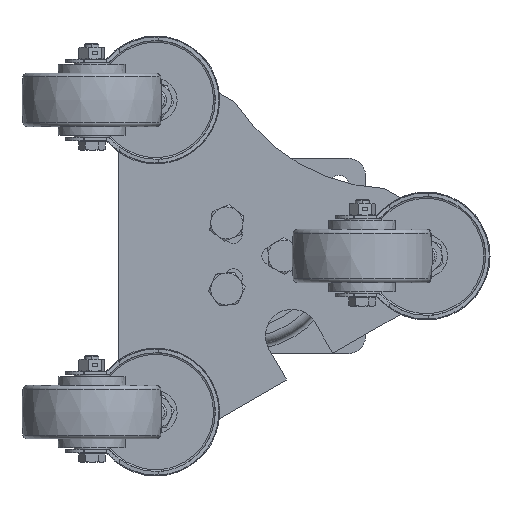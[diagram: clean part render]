
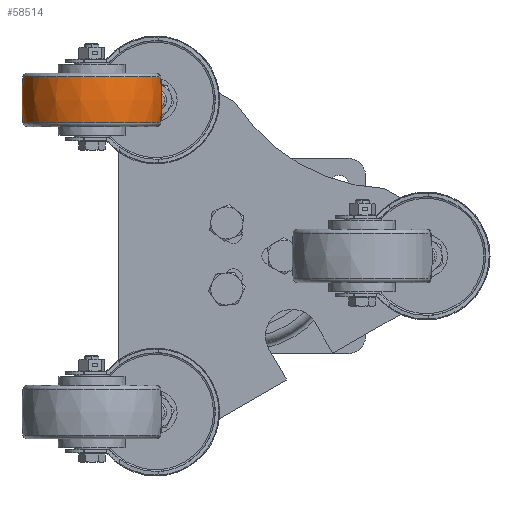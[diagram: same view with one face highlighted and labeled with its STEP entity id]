
A CAD part, front view. The second image highlights one B-rep face of the part: STEP entity #58514.
In plain terms, the highlighted free-form (B-spline) face has degree [2, 2] with [3, 9] control points.
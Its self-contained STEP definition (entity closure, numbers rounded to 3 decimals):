
#1486 = CARTESIAN_POINT ( 'NONE',  ( -127.356, -102.393, 87.902 ) ) ;
#1505 = CARTESIAN_POINT ( 'NONE',  ( -125.122, -102.756, 74.971 ) ) ;
#1715 = CARTESIAN_POINT ( 'NONE',  ( -118.878, -64.384, 74.971 ) ) ;
#2164 = CARTESIAN_POINT ( 'NONE',  ( -133.964, -142.999, 87.902 ) ) ;
#5999 = CARTESIAN_POINT ( 'NONE',  ( -125.122, -102.756, 74.971 ) ) ;
#6446 = CARTESIAN_POINT ( 'NONE',  ( -54.622, -153.616, 74.971 ) ) ;
#6793 = CARTESIAN_POINT ( 'NONE',  ( -86.75, -109., 100.833 ) ) ;
#11381 = CARTESIAN_POINT ( 'NONE',  ( -125.122, -102.756, 74.971 ) ) ;
#11837 = CARTESIAN_POINT ( 'NONE',  ( -118.878, -64.384, 100.833 ) ) ;
#12265 = CARTESIAN_POINT ( 'NONE',  ( -92.994, -147.372, 74.971 ) ) ;
#13237 = ORIENTED_EDGE ( 'NONE', *, *, #39462, .T. ) ;
#16599 = CARTESIAN_POINT ( 'NONE',  ( -48.378, -115.244, 100.833 ) ) ;
#16996 = CARTESIAN_POINT ( 'NONE',  ( -125.122, -102.756, 100.833 ) ) ;
#17010 =( BOUNDED_SURFACE ( )  B_SPLINE_SURFACE ( 2, 2, ( 
 ( #37371, #11837, #27110, #37149, #16599, #63736, #53156, #32207, #47789 ),
 ( #22572, #48191, #63312, #42746, #37587, #32853, #21737, #2164, #58334 ),
 ( #11381, #1715, #27514, #63511, #42997, #6446, #12265, #42313, #1505 ) ),
 .UNSPECIFIED., .F., .T., .F. ) 
 B_SPLINE_SURFACE_WITH_KNOTS ( ( 3, 3 ),
 ( 3, 2, 2, 2, 3 ),
 ( -0.173, 0.173 ),
 ( -3.142, -1.571, 0., 1.571, 3.142 ),
 .UNSPECIFIED. ) 
 GEOMETRIC_REPRESENTATION_ITEM ( )  RATIONAL_B_SPLINE_SURFACE ( (
 ( 1., 0.707, 1., 0.707, 1., 0.707, 1., 0.707, 1.),
 ( 0.985, 0.697, 0.985, 0.697, 0.985, 0.697, 0.985, 0.697, 0.985),
 ( 1., 0.707, 1., 0.707, 1., 0.707, 1., 0.707, 1.) ) ) 
 REPRESENTATION_ITEM ( '' )  SURFACE ( )  );
#18057 = ORIENTED_EDGE ( 'NONE', *, *, #21491, .F. ) ;
#19025 =( BOUNDED_CURVE ( )  B_SPLINE_CURVE ( 2, ( #16996, #1486, #5999 ),
 .UNSPECIFIED., .F., .F. ) 
 B_SPLINE_CURVE_WITH_KNOTS ( ( 3, 3 ),
 ( -0.173, 0.173 ),
 .UNSPECIFIED. ) 
 CURVE ( )  GEOMETRIC_REPRESENTATION_ITEM ( )  RATIONAL_B_SPLINE_CURVE ( ( 1., 0.985, 1. ) ) 
 REPRESENTATION_ITEM ( '' )  );
#20152 = CARTESIAN_POINT ( 'NONE',  ( -46.144, -115.607, 87.902 ) ) ;
#21429 = EDGE_LOOP ( 'NONE', ( #27618, #27720, #13237, #18057 ) ) ;
#21491 = EDGE_CURVE ( 'NONE', #22487, #30891, #63599, .T. ) ;
#21737 = CARTESIAN_POINT ( 'NONE',  ( -93.357, -149.606, 87.902 ) ) ;
#22429 = CARTESIAN_POINT ( 'NONE',  ( -48.378, -115.244, 100.833 ) ) ;
#22487 = VERTEX_POINT ( 'NONE', #52366 ) ;
#22572 = CARTESIAN_POINT ( 'NONE',  ( -127.356, -102.393, 87.902 ) ) ;
#22936 = EDGE_CURVE ( 'NONE', #25728, #64539, #59954, .T. ) ;
#24586 = DIRECTION ( 'NONE',  ( 0.161, 0.987, 0. ) ) ;
#25728 = VERTEX_POINT ( 'NONE', #31266 ) ;
#27110 = CARTESIAN_POINT ( 'NONE',  ( -80.506, -70.628, 100.833 ) ) ;
#27514 = CARTESIAN_POINT ( 'NONE',  ( -80.506, -70.628, 74.971 ) ) ;
#27618 = ORIENTED_EDGE ( 'NONE', *, *, #45692, .F. ) ;
#27720 = ORIENTED_EDGE ( 'NONE', *, *, #22936, .F. ) ;
#27869 = DIRECTION ( 'NONE',  ( 0., 0., 1. ) ) ;
#30891 = VERTEX_POINT ( 'NONE', #41471 ) ;
#31266 = CARTESIAN_POINT ( 'NONE',  ( -125.122, -102.756, 100.833 ) ) ;
#32207 = CARTESIAN_POINT ( 'NONE',  ( -131.366, -141.128, 100.833 ) ) ;
#32853 = CARTESIAN_POINT ( 'NONE',  ( -52.751, -156.214, 87.902 ) ) ;
#34900 = CARTESIAN_POINT ( 'NONE',  ( -48.378, -115.244, 100.833 ) ) ;
#37149 = CARTESIAN_POINT ( 'NONE',  ( -42.134, -76.872, 100.833 ) ) ;
#37371 = CARTESIAN_POINT ( 'NONE',  ( -125.122, -102.756, 100.833 ) ) ;
#37587 = CARTESIAN_POINT ( 'NONE',  ( -46.144, -115.607, 87.902 ) ) ;
#39462 = EDGE_CURVE ( 'NONE', #25728, #30891, #19025, .T. ) ;
#41471 = CARTESIAN_POINT ( 'NONE',  ( -125.122, -102.756, 74.971 ) ) ;
#42313 = CARTESIAN_POINT ( 'NONE',  ( -131.366, -141.128, 74.971 ) ) ;
#42746 = CARTESIAN_POINT ( 'NONE',  ( -39.536, -75.001, 87.902 ) ) ;
#42997 = CARTESIAN_POINT ( 'NONE',  ( -48.378, -115.244, 74.971 ) ) ;
#43730 = FACE_OUTER_BOUND ( 'NONE', #21429, .T. ) ;
#45692 = EDGE_CURVE ( 'NONE', #64539, #22487, #50660, .T. ) ;
#45961 = CARTESIAN_POINT ( 'NONE',  ( -48.378, -115.244, 74.971 ) ) ;
#47789 = CARTESIAN_POINT ( 'NONE',  ( -125.122, -102.756, 100.833 ) ) ;
#48178 = CARTESIAN_POINT ( 'NONE',  ( -86.75, -109., 74.971 ) ) ;
#48191 = CARTESIAN_POINT ( 'NONE',  ( -120.749, -61.786, 87.902 ) ) ;
#48534 = DIRECTION ( 'NONE',  ( 0.161, 0.987, 0. ) ) ;
#50660 =( BOUNDED_CURVE ( )  B_SPLINE_CURVE ( 2, ( #34900, #20152, #45961 ),
 .UNSPECIFIED., .F., .F. ) 
 B_SPLINE_CURVE_WITH_KNOTS ( ( 3, 3 ),
 ( -0.173, 0.173 ),
 .UNSPECIFIED. ) 
 CURVE ( )  GEOMETRIC_REPRESENTATION_ITEM ( )  RATIONAL_B_SPLINE_CURVE ( ( 1., 0.985, 1. ) ) 
 REPRESENTATION_ITEM ( '' )  );
#52366 = CARTESIAN_POINT ( 'NONE',  ( -48.378, -115.244, 74.971 ) ) ;
#53156 = CARTESIAN_POINT ( 'NONE',  ( -92.994, -147.372, 100.833 ) ) ;
#55301 = AXIS2_PLACEMENT_3D ( 'NONE', #6793, #27869, #48534 ) ;
#55356 = DIRECTION ( 'NONE',  ( 0., 0., -1. ) ) ;
#58334 = CARTESIAN_POINT ( 'NONE',  ( -127.356, -102.393, 87.902 ) ) ;
#58514 = ADVANCED_FACE ( 'NONE', ( #43730 ), #17010, .F. ) ;
#59954 = CIRCLE ( 'NONE', #55301, 38.877 ) ;
#63312 = CARTESIAN_POINT ( 'NONE',  ( -80.143, -68.394, 87.902 ) ) ;
#63511 = CARTESIAN_POINT ( 'NONE',  ( -42.134, -76.872, 74.971 ) ) ;
#63599 = CIRCLE ( 'NONE', #65041, 38.877 ) ;
#63736 = CARTESIAN_POINT ( 'NONE',  ( -54.622, -153.616, 100.833 ) ) ;
#64539 = VERTEX_POINT ( 'NONE', #22429 ) ;
#65041 = AXIS2_PLACEMENT_3D ( 'NONE', #48178, #55356, #24586 ) ;
